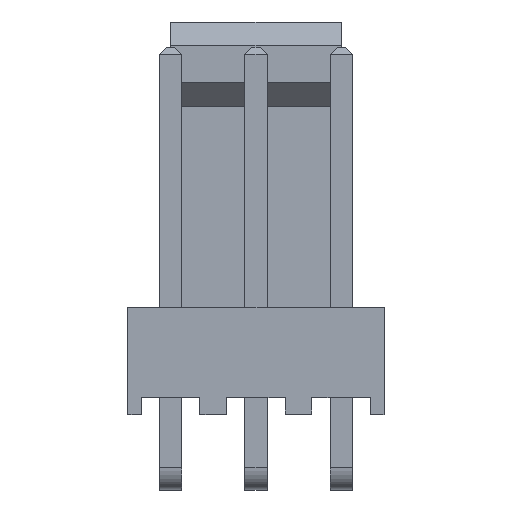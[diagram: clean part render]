
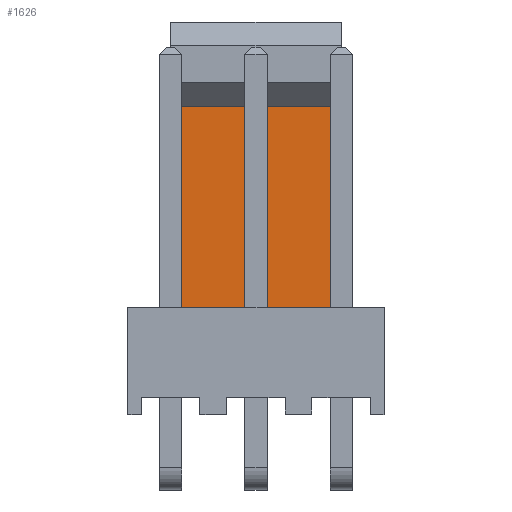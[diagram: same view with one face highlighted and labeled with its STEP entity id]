
A CAD part, top view. The second image highlights one B-rep face of the part: STEP entity #1626.
In plain terms, the highlighted planar face has unit normal (0, 0, 1).
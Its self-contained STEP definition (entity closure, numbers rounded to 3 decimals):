
#1377 = VERTEX_POINT('',#1378);
#1378 = CARTESIAN_POINT('',(-2.54,11.09,1.04));
#1496 = VERTEX_POINT('',#1497);
#1497 = CARTESIAN_POINT('',(0.,11.09,1.04));
#1503 = EDGE_CURVE('',#1377,#1496,#1504,.T.);
#1504 = LINE('',#1505,#1506);
#1505 = CARTESIAN_POINT('',(-2.54,11.09,1.04));
#1506 = VECTOR('',#1507,1.);
#1507 = DIRECTION('',(1.,0.,0.));
#1541 = EDGE_CURVE('',#1542,#1377,#1544,.T.);
#1542 = VERTEX_POINT('',#1543);
#1543 = CARTESIAN_POINT('',(-2.54,5.09,1.04));
#1544 = LINE('',#1545,#1546);
#1545 = CARTESIAN_POINT('',(-2.54,5.09,1.04));
#1546 = VECTOR('',#1547,1.);
#1547 = DIRECTION('',(0.,1.,0.));
#1590 = VERTEX_POINT('',#1591);
#1591 = CARTESIAN_POINT('',(2.54,11.09,1.04));
#1626 = ADVANCED_FACE('',(#1627),#1651,.T.);
#1627 = FACE_BOUND('',#1628,.T.);
#1628 = EDGE_LOOP('',(#1629,#1637,#1643,#1649,#1650));
#1629 = ORIENTED_EDGE('',*,*,#1630,.F.);
#1630 = EDGE_CURVE('',#1631,#1542,#1633,.T.);
#1631 = VERTEX_POINT('',#1632);
#1632 = CARTESIAN_POINT('',(2.54,5.09,1.04));
#1633 = LINE('',#1634,#1635);
#1634 = CARTESIAN_POINT('',(2.54,5.09,1.04));
#1635 = VECTOR('',#1636,1.);
#1636 = DIRECTION('',(-1.,0.,0.));
#1637 = ORIENTED_EDGE('',*,*,#1638,.T.);
#1638 = EDGE_CURVE('',#1631,#1590,#1639,.T.);
#1639 = LINE('',#1640,#1641);
#1640 = CARTESIAN_POINT('',(2.54,5.09,1.04));
#1641 = VECTOR('',#1642,1.);
#1642 = DIRECTION('',(0.,1.,0.));
#1643 = ORIENTED_EDGE('',*,*,#1644,.F.);
#1644 = EDGE_CURVE('',#1496,#1590,#1645,.T.);
#1645 = LINE('',#1646,#1647);
#1646 = CARTESIAN_POINT('',(0.,11.09,1.04));
#1647 = VECTOR('',#1648,1.);
#1648 = DIRECTION('',(1.,0.,0.));
#1649 = ORIENTED_EDGE('',*,*,#1503,.F.);
#1650 = ORIENTED_EDGE('',*,*,#1541,.F.);
#1651 = PLANE('',#1652);
#1652 = AXIS2_PLACEMENT_3D('',#1653,#1654,#1655);
#1653 = CARTESIAN_POINT('',(2.54,5.09,1.04));
#1654 = DIRECTION('',(0.,0.,1.));
#1655 = DIRECTION('',(-1.,0.,0.));
